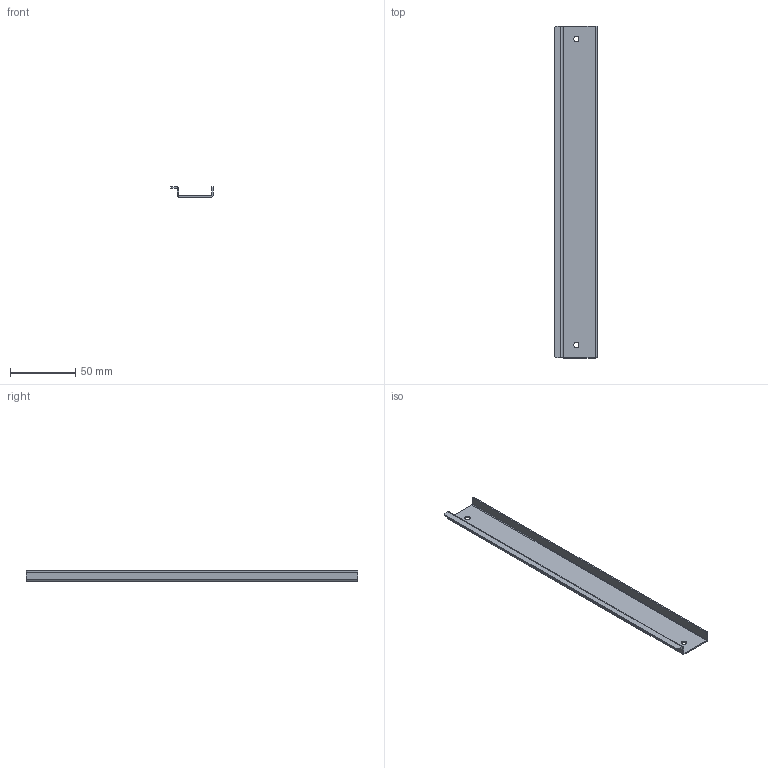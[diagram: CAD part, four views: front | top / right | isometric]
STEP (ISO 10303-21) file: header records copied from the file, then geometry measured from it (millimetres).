
FILE_DESCRIPTION(/* description */ (''),/* implementation_level */ '2;1');
FILE_NAME(/* name */ 'heat-side',/* time_stamp */ '2024-09-02T17:09:52+09:00',/* author */ (''),/* organization */ (''),/* preprocessor_version */ 'ST-DEVELOPER v19.2',/* originating_system */ 'Rhino 8.10',/* authorisation */ '');
FILE_SCHEMA (('AUTOMOTIVE_DESIGN_CC2'));
Length unit declared in the file: millimetre
Products named in the file (1): Document
Bounding box: 32.5 x 255 x 8 mm (x, y, z)
Volume: 11500.8 mm3; surface area: 23625.3 mm2
Topology: 1 solids, 1 shells, 26 faces, 72 edges, 48 vertices
Faces by surface type: cylinder 14, plane 12
Entity records: 890 total; most frequent: CARTESIAN_POINT 248, ORIENTED_EDGE 144, DIRECTION 86, EDGE_CURVE 72, AXIS2_PLACEMENT_3D 56, VERTEX_POINT 48, B_SPLINE_CURVE_WITH_KNOTS 40, EDGE_LOOP 30
